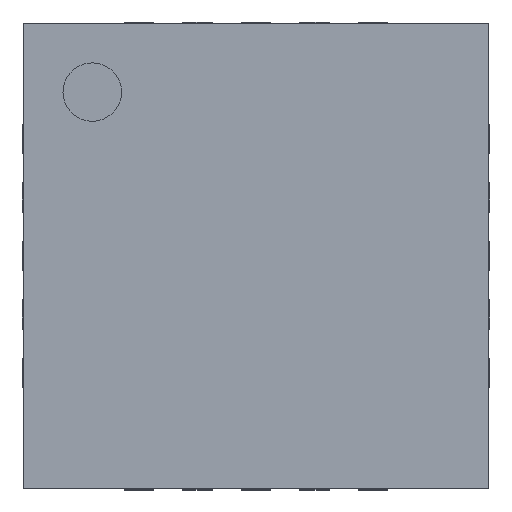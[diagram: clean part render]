
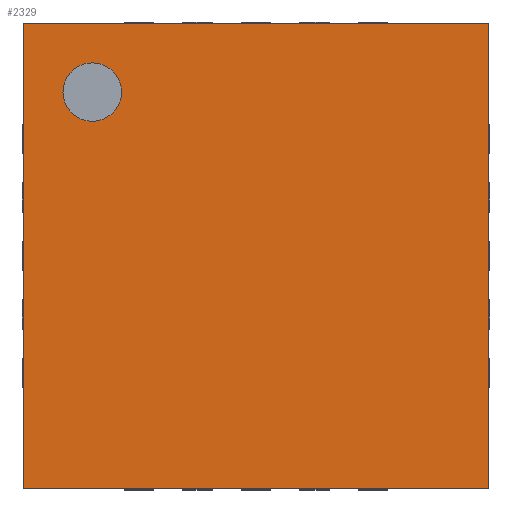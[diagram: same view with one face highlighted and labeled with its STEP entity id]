
A CAD part, top view. The second image highlights one B-rep face of the part: STEP entity #2329.
In plain terms, the highlighted planar face has unit normal (0, 0, 1).
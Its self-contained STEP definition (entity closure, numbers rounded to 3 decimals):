
#13=DIRECTION('',(0.,0.,1.));
#96=DIRECTION('',(0.,0.,-1.));
#153=VECTOR('',#154,1.);
#154=DIRECTION('',(1.,0.,0.));
#160=VECTOR('',#161,1.);
#161=DIRECTION('',(0.,-1.,0.));
#670=VERTEX_POINT('',#671);
#671=CARTESIAN_POINT('',(-1.99,1.99,0.77));
#673=ORIENTED_EDGE('',*,*,#674,.T.);
#674=EDGE_CURVE('',#670,#675,#677,.T.);
#675=VERTEX_POINT('',#676);
#676=CARTESIAN_POINT('',(-1.99,-1.99,0.77));
#677=LINE('',#671,#160);
#770=ORIENTED_EDGE('',*,*,#771,.F.);
#771=EDGE_CURVE('',#670,#772,#774,.T.);
#772=VERTEX_POINT('',#773);
#773=CARTESIAN_POINT('',(1.99,1.99,0.77));
#774=LINE('',#671,#153);
#1450=EDGE_CURVE('',#772,#1451,#1453,.T.);
#1451=VERTEX_POINT('',#1452);
#1452=CARTESIAN_POINT('',(1.99,-1.99,0.77));
#1453=LINE('',#773,#160);
#1543=EDGE_CURVE('',#675,#1451,#1544,.T.);
#1544=LINE('',#676,#153);
#2329=ADVANCED_FACE('',(#2330,#2334),#2343,.T.);
#2330=FACE_BOUND('',#2331,.T.);
#2331=EDGE_LOOP('',(#770,#673,#2332,#2333));
#2332=ORIENTED_EDGE('',*,*,#1543,.T.);
#2333=ORIENTED_EDGE('',*,*,#1450,.F.);
#2334=FACE_BOUND('',#2335,.T.);
#2335=EDGE_LOOP('',(#2336));
#2336=ORIENTED_EDGE('',*,*,#2337,.T.);
#2337=EDGE_CURVE('',#2338,#2338,#2340,.T.);
#2338=VERTEX_POINT('',#2339);
#2339=CARTESIAN_POINT('',(-1.4,1.15,0.77));
#2340=CIRCLE('',#2341,0.25);
#2341=AXIS2_PLACEMENT_3D('',#2342,#96,#161);
#2342=CARTESIAN_POINT('',(-1.4,1.4,0.77));
#2343=PLANE('',#2344);
#2344=AXIS2_PLACEMENT_3D('',#671,#13,#161);
